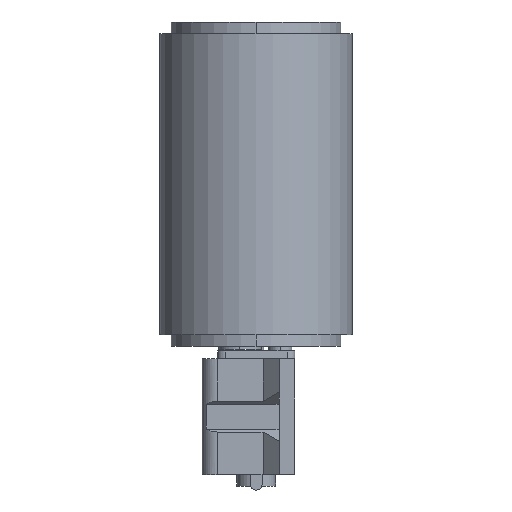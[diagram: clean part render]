
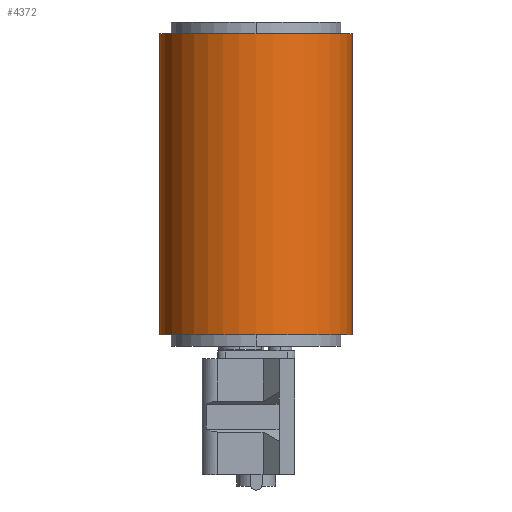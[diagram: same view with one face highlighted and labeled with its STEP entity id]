
A CAD part, left-side view. The second image highlights one B-rep face of the part: STEP entity #4372.
In plain terms, the highlighted cylindrical face has radius 12.5 mm (diameter 25 mm), a partial arc.
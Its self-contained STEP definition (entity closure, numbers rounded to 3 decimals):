
#301 = CYLINDRICAL_SURFACE ( 'NONE', #4058, 12.5 ) ;
#559 = DIRECTION ( 'NONE',  ( 0., 1., 0. ) ) ;
#862 = CARTESIAN_POINT ( 'NONE',  ( 0., 39., 0. ) ) ;
#968 = LINE ( 'NONE', #10532, #8156 ) ;
#974 = CARTESIAN_POINT ( 'NONE',  ( 0., 0., 0. ) ) ;
#1013 = DIRECTION ( 'NONE',  ( 0., 0., 1. ) ) ;
#1740 = ORIENTED_EDGE ( 'NONE', *, *, #4049, .F. ) ;
#1760 = DIRECTION ( 'NONE',  ( 0., -1., 0. ) ) ;
#1991 = DIRECTION ( 'NONE',  ( 0., 1., 0. ) ) ;
#2050 = CARTESIAN_POINT ( 'NONE',  ( 0., 39., -12.5 ) ) ;
#2500 = CARTESIAN_POINT ( 'NONE',  ( 0., 39., -12.5 ) ) ;
#2960 = EDGE_CURVE ( 'NONE', #7082, #7738, #8784, .T. ) ;
#2997 = CARTESIAN_POINT ( 'NONE',  ( 0., 39., 12.5 ) ) ;
#3187 = EDGE_CURVE ( 'NONE', #7082, #7519, #6290, .T. ) ;
#3209 = FACE_OUTER_BOUND ( 'NONE', #3647, .T. ) ;
#3633 = CARTESIAN_POINT ( 'NONE',  ( 0., 0., -12.5 ) ) ;
#3647 = EDGE_LOOP ( 'NONE', ( #1740, #4033, #4444, #7377 ) ) ;
#4033 = ORIENTED_EDGE ( 'NONE', *, *, #2960, .F. ) ;
#4049 = EDGE_CURVE ( 'NONE', #7738, #8865, #968, .T. ) ;
#4058 = AXIS2_PLACEMENT_3D ( 'NONE', #862, #1760, #7581 ) ;
#4372 = ADVANCED_FACE ( 'NONE', ( #3209 ), #301, .T. ) ;
#4444 = ORIENTED_EDGE ( 'NONE', *, *, #3187, .T. ) ;
#4746 = CARTESIAN_POINT ( 'NONE',  ( 0., 0., 12.5 ) ) ;
#5527 = AXIS2_PLACEMENT_3D ( 'NONE', #974, #1991, #1013 ) ;
#6290 = LINE ( 'NONE', #2500, #9310 ) ;
#7082 = VERTEX_POINT ( 'NONE', #2050 ) ;
#7106 = DIRECTION ( 'NONE',  ( 0., -1., 0. ) ) ;
#7377 = ORIENTED_EDGE ( 'NONE', *, *, #8084, .T. ) ;
#7519 = VERTEX_POINT ( 'NONE', #3633 ) ;
#7545 = DIRECTION ( 'NONE',  ( 0., -1., 0. ) ) ;
#7581 = DIRECTION ( 'NONE',  ( 0., 0., -1. ) ) ;
#7738 = VERTEX_POINT ( 'NONE', #2997 ) ;
#8050 = CIRCLE ( 'NONE', #5527, 12.5 ) ;
#8084 = EDGE_CURVE ( 'NONE', #7519, #8865, #8050, .T. ) ;
#8156 = VECTOR ( 'NONE', #7106, 1000. ) ;
#8784 = CIRCLE ( 'NONE', #8943, 12.5 ) ;
#8865 = VERTEX_POINT ( 'NONE', #4746 ) ;
#8943 = AXIS2_PLACEMENT_3D ( 'NONE', #10754, #559, #9001 ) ;
#9001 = DIRECTION ( 'NONE',  ( 0., 0., 1. ) ) ;
#9310 = VECTOR ( 'NONE', #7545, 1000. ) ;
#10532 = CARTESIAN_POINT ( 'NONE',  ( 0., 39., 12.5 ) ) ;
#10754 = CARTESIAN_POINT ( 'NONE',  ( 0., 39., 0. ) ) ;
